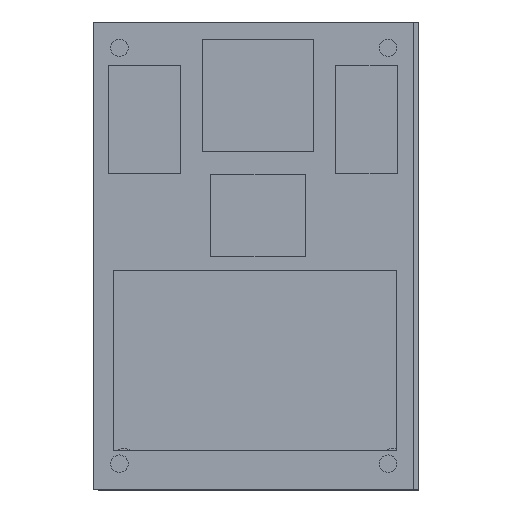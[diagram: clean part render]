
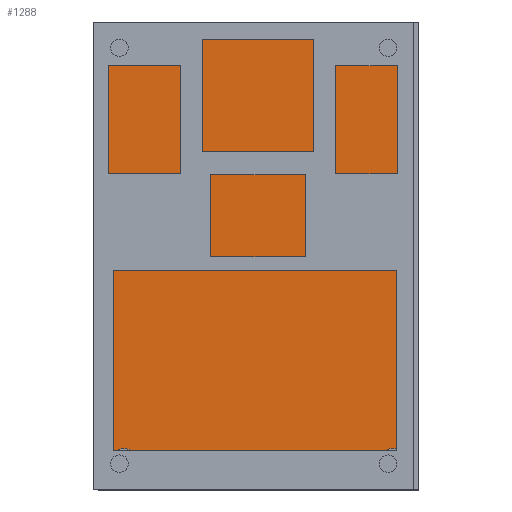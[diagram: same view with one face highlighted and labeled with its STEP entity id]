
A CAD part, top view. The second image highlights one B-rep face of the part: STEP entity #1288.
In plain terms, the highlighted planar face has unit normal (0, 0, 1).
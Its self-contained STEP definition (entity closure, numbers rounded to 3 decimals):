
#46=CIRCLE('',#1385,3.);
#49=CIRCLE('',#1393,3.);
#50=CIRCLE('',#1394,3.);
#51=CIRCLE('',#1395,3.);
#90=FACE_OUTER_BOUND('',#163,.T.);
#163=EDGE_LOOP('',(#890,#891,#892,#893,#894,#895,#896,#897));
#263=LINE('',#1891,#422);
#270=LINE('',#1904,#429);
#271=LINE('',#1908,#430);
#272=LINE('',#1912,#431);
#422=VECTOR('',#1525,10.);
#429=VECTOR('',#1536,10.);
#430=VECTOR('',#1539,10.);
#431=VECTOR('',#1542,10.);
#575=VERTEX_POINT('',#1876);
#578=VERTEX_POINT('',#1881);
#579=VERTEX_POINT('',#1890);
#583=VERTEX_POINT('',#1903);
#584=VERTEX_POINT('',#1905);
#585=VERTEX_POINT('',#1907);
#586=VERTEX_POINT('',#1909);
#587=VERTEX_POINT('',#1911);
#687=EDGE_CURVE('',#575,#578,#46,.T.);
#691=EDGE_CURVE('',#579,#575,#263,.T.);
#698=EDGE_CURVE('',#578,#583,#270,.T.);
#699=EDGE_CURVE('',#583,#584,#49,.T.);
#700=EDGE_CURVE('',#584,#585,#271,.T.);
#701=EDGE_CURVE('',#585,#586,#50,.T.);
#702=EDGE_CURVE('',#586,#587,#272,.T.);
#703=EDGE_CURVE('',#587,#579,#51,.T.);
#890=ORIENTED_EDGE('',*,*,#687,.T.);
#891=ORIENTED_EDGE('',*,*,#698,.T.);
#892=ORIENTED_EDGE('',*,*,#699,.T.);
#893=ORIENTED_EDGE('',*,*,#700,.T.);
#894=ORIENTED_EDGE('',*,*,#701,.T.);
#895=ORIENTED_EDGE('',*,*,#702,.T.);
#896=ORIENTED_EDGE('',*,*,#703,.T.);
#897=ORIENTED_EDGE('',*,*,#691,.T.);
#1225=PLANE('',#1392);
#1288=ADVANCED_FACE('',(#90),#1225,.T.);
#1385=AXIS2_PLACEMENT_3D('',#1883,#1512,#1513);
#1392=AXIS2_PLACEMENT_3D('',#1902,#1534,#1535);
#1393=AXIS2_PLACEMENT_3D('',#1906,#1537,#1538);
#1394=AXIS2_PLACEMENT_3D('',#1910,#1540,#1541);
#1395=AXIS2_PLACEMENT_3D('',#1913,#1543,#1544);
#1512=DIRECTION('center_axis',(0.,0.,-1.));
#1513=DIRECTION('ref_axis',(1.,0.,0.));
#1525=DIRECTION('',(0.,-1.,0.));
#1534=DIRECTION('center_axis',(0.,0.,1.));
#1535=DIRECTION('ref_axis',(1.,0.,0.));
#1536=DIRECTION('',(1.,0.,0.));
#1537=DIRECTION('center_axis',(0.,0.,-1.));
#1538=DIRECTION('ref_axis',(1.,0.,0.));
#1539=DIRECTION('',(0.,1.,0.));
#1540=DIRECTION('center_axis',(0.,0.,-1.));
#1541=DIRECTION('ref_axis',(1.,0.,0.));
#1542=DIRECTION('',(-1.,0.,0.));
#1543=DIRECTION('center_axis',(0.,0.,-1.));
#1544=DIRECTION('ref_axis',(1.,0.,0.));
#1876=CARTESIAN_POINT('',(-29.075,-40.363,3.));
#1881=CARTESIAN_POINT('',(-26.075,-43.363,3.));
#1883=CARTESIAN_POINT('Origin',(-26.075,-40.363,3.));
#1890=CARTESIAN_POINT('',(-29.075,40.363,3.));
#1891=CARTESIAN_POINT('',(-29.075,-21.681,3.));
#1902=CARTESIAN_POINT('Origin',(0.,0.,3.));
#1903=CARTESIAN_POINT('',(26.075,-43.363,3.));
#1904=CARTESIAN_POINT('',(14.538,-43.363,3.));
#1905=CARTESIAN_POINT('',(29.075,-40.363,3.));
#1906=CARTESIAN_POINT('Origin',(26.075,-40.363,3.));
#1907=CARTESIAN_POINT('',(29.075,40.363,3.));
#1908=CARTESIAN_POINT('',(29.075,21.681,3.));
#1909=CARTESIAN_POINT('',(26.075,43.363,3.));
#1910=CARTESIAN_POINT('Origin',(26.075,40.363,3.));
#1911=CARTESIAN_POINT('',(-26.075,43.363,3.));
#1912=CARTESIAN_POINT('',(-14.538,43.363,3.));
#1913=CARTESIAN_POINT('Origin',(-26.075,40.363,3.));
